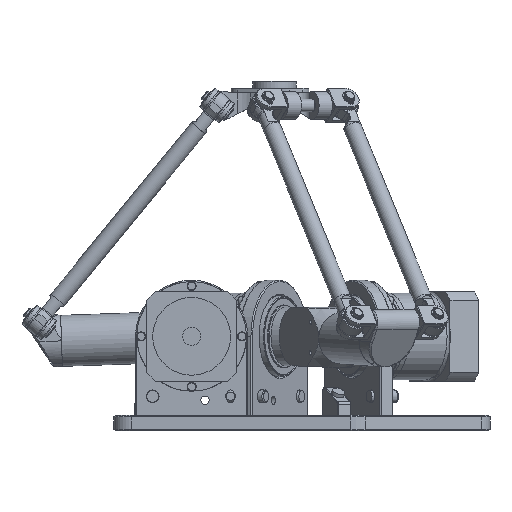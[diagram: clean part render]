
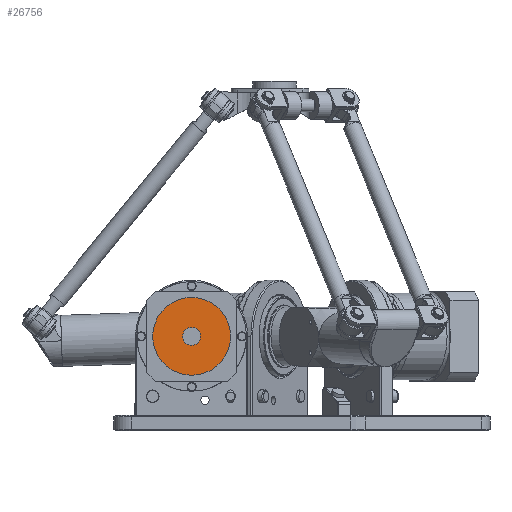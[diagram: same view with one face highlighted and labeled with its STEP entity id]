
A CAD part, left-side view. The second image highlights one B-rep face of the part: STEP entity #26756.
In plain terms, the highlighted planar face has unit normal (-1, 0, 0).
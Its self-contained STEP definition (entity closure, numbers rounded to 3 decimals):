
#6194=PLANE('',#29057);
#6787=FACE_BOUND('',#9558,.T.);
#7797=FACE_OUTER_BOUND('',#9557,.T.);
#9557=EDGE_LOOP('',(#21708));
#9558=EDGE_LOOP('',(#21709));
#11289=CIRCLE('',#29055,30.5);
#11291=CIRCLE('',#29058,7.);
#13095=VERTEX_POINT('',#48624);
#13097=VERTEX_POINT('',#48629);
#16214=EDGE_CURVE('',#13095,#13095,#11289,.T.);
#16216=EDGE_CURVE('',#13097,#13097,#11291,.T.);
#21708=ORIENTED_EDGE('',*,*,#16214,.T.);
#21709=ORIENTED_EDGE('',*,*,#16216,.T.);
#26756=ADVANCED_FACE('',(#7797,#6787),#6194,.F.);
#29055=AXIS2_PLACEMENT_3D('',#48625,#34164,#34165);
#29057=AXIS2_PLACEMENT_3D('',#48628,#34168,#34169);
#29058=AXIS2_PLACEMENT_3D('',#48630,#34170,#34171);
#34164=DIRECTION('center_axis',(-1.,0.,0.));
#34165=DIRECTION('ref_axis',(0.,-1.,0.));
#34168=DIRECTION('center_axis',(1.,0.,0.));
#34169=DIRECTION('ref_axis',(0.,0.,1.));
#34170=DIRECTION('center_axis',(1.,0.,0.));
#34171=DIRECTION('ref_axis',(0.,-1.,0.));
#48624=CARTESIAN_POINT('',(-141.5,95.5,68.));
#48625=CARTESIAN_POINT('Origin',(-141.5,65.,68.));
#48628=CARTESIAN_POINT('Origin',(-141.5,65.,68.));
#48629=CARTESIAN_POINT('',(-141.5,72.,68.));
#48630=CARTESIAN_POINT('Origin',(-141.5,65.,68.));
